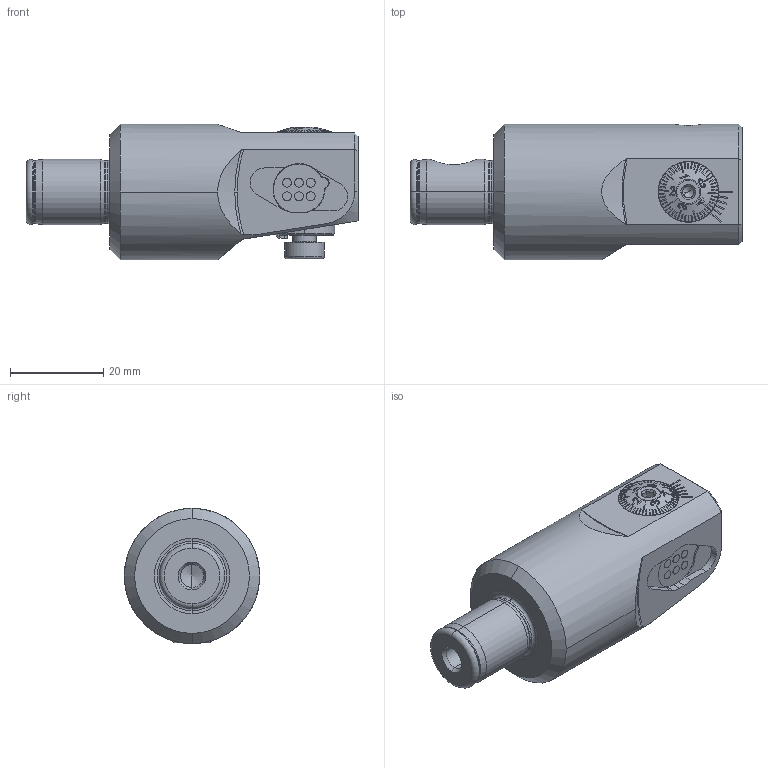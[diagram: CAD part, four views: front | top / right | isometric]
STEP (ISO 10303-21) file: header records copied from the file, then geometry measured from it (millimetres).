
FILE_DESCRIPTION (( 'STEP AP203' ), '1' );
FILE_NAME ('C05.025.031.056.STEP', '2021-01-20T15:19:47', ( '' ), ( '' ), 'SwSTEP 2.0', 'SolidWorks 2017', '' );
FILE_SCHEMA (( 'CONFIG_CONTROL_DESIGN' ));
Length unit declared in the file: millimetre
Products named in the file (17): C05.025.031.056; WH2-F25.DA3.056_A_Aktuell 06.2014-180ø-M1x2 Abstand+0.7 versetzt 0.62 ; F25-BG2.013.004_A; T7 M2.5 x 6_PreviewCfg; F25-BG1.009.006_A; PEE-DA3.011.026_A; ISO 4026 - M5 x 6_PreviewCfg; F25-BG1.DA4.013_Standardt; F25-BG1.DA3.013_A_Aktuell 06.2014-M1x2; F25-BG2.008.009_A; F25-BG2.013.003_A; F25-BG2.010.011_A; Fxx-MAB.xxx.xxx_A_F25-DA3; Klebstoff D5; F25-BG3.005.018_B; DIN 7984 - M5 x 8; DIN 3771 - 11x1
Assembly tree (16 placements, depth 3):
  C05.025.031.056
    WH2-F25.DA3.056_A_Aktuell 06.2014-180ø-M1x2 Abstand+0.7 versetzt 0.62 
    F25-BG1.DA4.013_Standardt
      F25-BG1.DA3.013_A_Aktuell 06.2014-M1x2
      F25-BG2.010.011_A
      F25-BG2.013.003_A
      F25-BG2.013.004_A
      DIN 3771 - 11x1
      F25-BG2.008.009_A
      F25-BG1.009.006_A
      Fxx-MAB.xxx.xxx_A_F25-DA3
    T7 M2.5 x 6_PreviewCfg
    ISO 4026 - M5 x 6_PreviewCfg
    Klebstoff D5
    F25-BG3.005.018_B
    DIN 7984 - M5 x 8
    PEE-DA3.011.026_A
Bounding box: 71.15 x 29 x 29 mm (x, y, z)
Volume: 31463.1 mm3; surface area: 13035.8 mm2
Topology: 15 solids, 15 shells, 804 faces, 2074 edges, 1316 vertices
Faces by surface type: plane 405, cone 170, cylinder 142, torus 52, bspline 35
Entity records: 29023 total; most frequent: CARTESIAN_POINT 8360, ORIENTED_EDGE 4120, DIRECTION 3658, EDGE_CURVE 2060, AXIS2_PLACEMENT_3D 1355, VERTEX_POINT 1316, LINE 948, VECTOR 948
